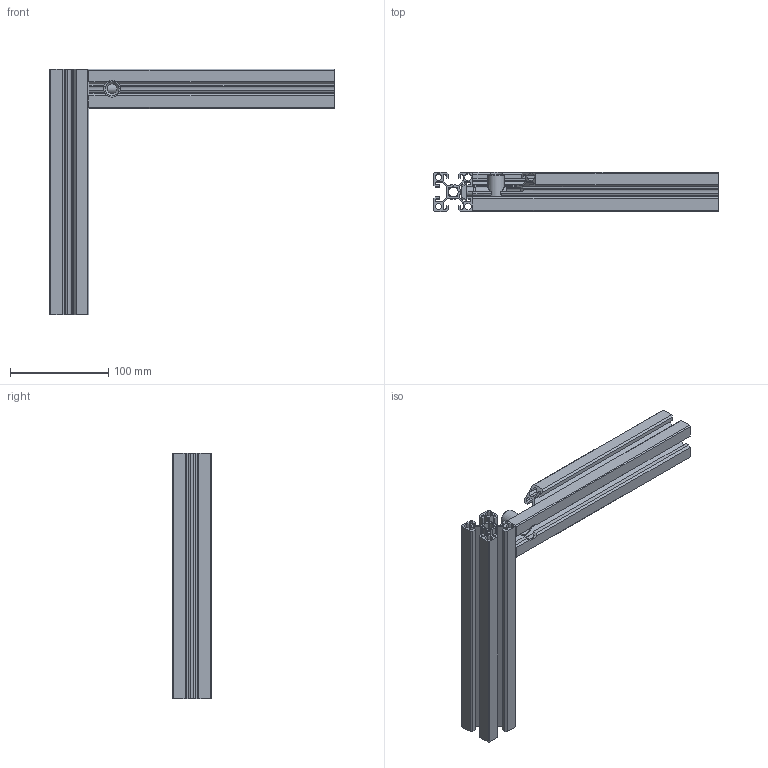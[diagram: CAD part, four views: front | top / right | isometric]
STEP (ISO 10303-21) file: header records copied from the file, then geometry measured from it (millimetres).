
FILE_DESCRIPTION (( 'STEP AP203' ), '1' );
FILE_NAME ('ÁÑ 10 ïàç óãîë 0 ãðàä..STEP', '2023-01-25T07:32:08', ( '' ), ( '' ), 'SwSTEP 2.0', 'SolidWorks 2022', '' );
FILE_SCHEMA (( 'CONFIG_CONTROL_DESIGN' ));
Length unit declared in the file: millimetre
Products named in the file (7): D75SNSD.30.50.30 T______T16C17_00.STEP; БС 40х40v; БС 40х40v_02; D75SNSD.30.50.31 T____T16C17_00.STEP; БС 10 паз угол 0 град.; SNSD.30.50.49 ______D75_00.STEP; БЫСТРЫЙ СОЕДИНИТЕЛЬ. ПАЗ 10. УГОЛ 0 ГРАДУСОВ.STEP
Assembly tree (6 placements, depth 3):
  БС 10 паз угол 0 град.
    БС 40х40v
    БС 40х40v_02
    БЫСТРЫЙ СОЕДИНИТЕЛЬ. ПАЗ 10. УГОЛ 0 ГРАДУСОВ.STEP
      SNSD.30.50.49 ______D75_00.STEP
      D75SNSD.30.50.30 T______T16C17_00.STEP
      D75SNSD.30.50.31 T____T16C17_00.STEP
Bounding box: 290 x 40 x 250 mm (x, y, z)
Volume: 252389.6 mm3; surface area: 248579.4 mm2
Topology: 5 solids, 5 shells, 492 faces, 1442 edges, 959 vertices
Faces by surface type: plane 285, cylinder 193, cone 10, bspline 4
Entity records: 18765 total; most frequent: CARTESIAN_POINT 4963, ORIENTED_EDGE 2884, DIRECTION 2597, EDGE_CURVE 1442, VERTEX_POINT 959, VECTOR 959, LINE 959, AXIS2_PLACEMENT_3D 819
